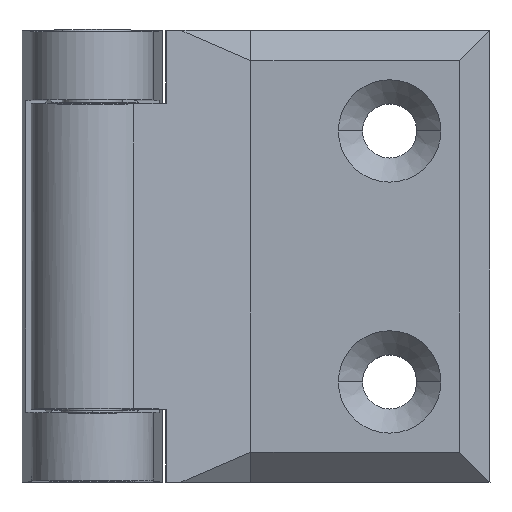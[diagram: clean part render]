
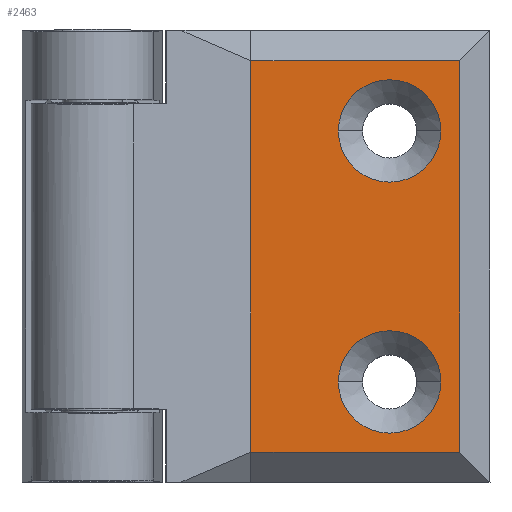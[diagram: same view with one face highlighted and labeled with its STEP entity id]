
A CAD part, top view. The second image highlights one B-rep face of the part: STEP entity #2463.
In plain terms, the highlighted planar face has unit normal (0, 0, 1).
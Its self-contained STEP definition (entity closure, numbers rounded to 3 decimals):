
#363 = LINE ( 'NONE', #865, #5948 ) ;
#399 = LINE ( 'NONE', #4584, #558 ) ;
#413 = VERTEX_POINT ( 'NONE', #618 ) ;
#520 = VERTEX_POINT ( 'NONE', #4052 ) ;
#546 = CIRCLE ( 'NONE', #3972, 5.1 ) ;
#558 = VECTOR ( 'NONE', #3521, 1000. ) ;
#617 = FACE_BOUND ( 'NONE', #6345, .T. ) ;
#618 = CARTESIAN_POINT ( 'NONE',  ( 36.618, -19.5, 6.5 ) ) ;
#670 = EDGE_CURVE ( 'NONE', #3657, #2002, #546, .T. ) ;
#704 = EDGE_CURVE ( 'NONE', #4450, #2704, #2191, .T. ) ;
#865 = CARTESIAN_POINT ( 'NONE',  ( 15.8, -19.5, 6.5 ) ) ;
#1117 = ORIENTED_EDGE ( 'NONE', *, *, #704, .F. ) ;
#1482 = CARTESIAN_POINT ( 'NONE',  ( 36.618, 19.5, 6.5 ) ) ;
#1553 = ORIENTED_EDGE ( 'NONE', *, *, #2958, .T. ) ;
#1805 = FACE_BOUND ( 'NONE', #1915, .T. ) ;
#1915 = EDGE_LOOP ( 'NONE', ( #3454, #3352 ) ) ;
#1998 = AXIS2_PLACEMENT_3D ( 'NONE', #3279, #2743, #4382 ) ;
#2002 = VERTEX_POINT ( 'NONE', #2051 ) ;
#2051 = CARTESIAN_POINT ( 'NONE',  ( 24.518, 12.5, 6.5 ) ) ;
#2191 = LINE ( 'NONE', #3365, #4547 ) ;
#2201 = EDGE_CURVE ( 'NONE', #2002, #3657, #5070, .T. ) ;
#2232 = VECTOR ( 'NONE', #2825, 1000. ) ;
#2314 = EDGE_LOOP ( 'NONE', ( #1117, #5464, #2546, #4207 ) ) ;
#2332 = CARTESIAN_POINT ( 'NONE',  ( 15.8, -19.5, 6.5 ) ) ;
#2428 = CARTESIAN_POINT ( 'NONE',  ( 29.618, -12.5, 6.5 ) ) ;
#2463 = ADVANCED_FACE ( 'NONE', ( #617, #1805, #4984 ), #5488, .T. ) ;
#2546 = ORIENTED_EDGE ( 'NONE', *, *, #5747, .T. ) ;
#2704 = VERTEX_POINT ( 'NONE', #1482 ) ;
#2721 = CARTESIAN_POINT ( 'NONE',  ( 29.618, 12.5, 6.5 ) ) ;
#2743 = DIRECTION ( 'NONE',  ( 0., 0., -1. ) ) ;
#2750 = CARTESIAN_POINT ( 'NONE',  ( 29.618, -12.5, 6.5 ) ) ;
#2825 = DIRECTION ( 'NONE',  ( 0., -1., 0. ) ) ;
#2917 = AXIS2_PLACEMENT_3D ( 'NONE', #6609, #5635, #6573 ) ;
#2931 = CARTESIAN_POINT ( 'NONE',  ( 36.618, -22.5, 6.5 ) ) ;
#2958 = EDGE_CURVE ( 'NONE', #3303, #520, #3266, .T. ) ;
#3060 = DIRECTION ( 'NONE',  ( 1., 0., 0. ) ) ;
#3245 = EDGE_CURVE ( 'NONE', #2704, #413, #3925, .T. ) ;
#3266 = CIRCLE ( 'NONE', #3833, 5.1 ) ;
#3279 = CARTESIAN_POINT ( 'NONE',  ( 29.618, 12.5, 6.5 ) ) ;
#3286 = DIRECTION ( 'NONE',  ( -1., 0., 0. ) ) ;
#3303 = VERTEX_POINT ( 'NONE', #3393 ) ;
#3352 = ORIENTED_EDGE ( 'NONE', *, *, #2201, .T. ) ;
#3365 = CARTESIAN_POINT ( 'NONE',  ( 39.718, 19.5, 6.5 ) ) ;
#3393 = CARTESIAN_POINT ( 'NONE',  ( 34.718, -12.5, 6.5 ) ) ;
#3428 = VERTEX_POINT ( 'NONE', #2332 ) ;
#3454 = ORIENTED_EDGE ( 'NONE', *, *, #670, .T. ) ;
#3521 = DIRECTION ( 'NONE',  ( 0., -1., 0. ) ) ;
#3657 = VERTEX_POINT ( 'NONE', #6894 ) ;
#3833 = AXIS2_PLACEMENT_3D ( 'NONE', #2428, #6603, #4608 ) ;
#3925 = LINE ( 'NONE', #2931, #2232 ) ;
#3972 = AXIS2_PLACEMENT_3D ( 'NONE', #2721, #6634, #5547 ) ;
#4037 = EDGE_CURVE ( 'NONE', #520, #3303, #6007, .T. ) ;
#4052 = CARTESIAN_POINT ( 'NONE',  ( 24.518, -12.5, 6.5 ) ) ;
#4053 = AXIS2_PLACEMENT_3D ( 'NONE', #2750, #4791, #3286 ) ;
#4207 = ORIENTED_EDGE ( 'NONE', *, *, #3245, .F. ) ;
#4380 = CARTESIAN_POINT ( 'NONE',  ( 15.8, 19.5, 6.5 ) ) ;
#4382 = DIRECTION ( 'NONE',  ( -1., 0., 0. ) ) ;
#4450 = VERTEX_POINT ( 'NONE', #4380 ) ;
#4547 = VECTOR ( 'NONE', #4934, 1000. ) ;
#4584 = CARTESIAN_POINT ( 'NONE',  ( 15.8, -20., 6.5 ) ) ;
#4608 = DIRECTION ( 'NONE',  ( -1., 0., 0. ) ) ;
#4791 = DIRECTION ( 'NONE',  ( 0., 0., -1. ) ) ;
#4934 = DIRECTION ( 'NONE',  ( 1., 0., 0. ) ) ;
#4984 = FACE_OUTER_BOUND ( 'NONE', #2314, .T. ) ;
#5070 = CIRCLE ( 'NONE', #1998, 5.1 ) ;
#5464 = ORIENTED_EDGE ( 'NONE', *, *, #5756, .T. ) ;
#5488 = PLANE ( 'NONE',  #2917 ) ;
#5547 = DIRECTION ( 'NONE',  ( -1., 0., 0. ) ) ;
#5635 = DIRECTION ( 'NONE',  ( 0., 0., 1. ) ) ;
#5747 = EDGE_CURVE ( 'NONE', #3428, #413, #363, .T. ) ;
#5756 = EDGE_CURVE ( 'NONE', #4450, #3428, #399, .T. ) ;
#5948 = VECTOR ( 'NONE', #3060, 1000. ) ;
#6007 = CIRCLE ( 'NONE', #4053, 5.1 ) ;
#6345 = EDGE_LOOP ( 'NONE', ( #1553, #6924 ) ) ;
#6573 = DIRECTION ( 'NONE',  ( 1., 0., 0. ) ) ;
#6603 = DIRECTION ( 'NONE',  ( 0., 0., -1. ) ) ;
#6609 = CARTESIAN_POINT ( 'NONE',  ( 15.8, -20., 6.5 ) ) ;
#6634 = DIRECTION ( 'NONE',  ( 0., 0., -1. ) ) ;
#6894 = CARTESIAN_POINT ( 'NONE',  ( 34.718, 12.5, 6.5 ) ) ;
#6924 = ORIENTED_EDGE ( 'NONE', *, *, #4037, .T. ) ;
